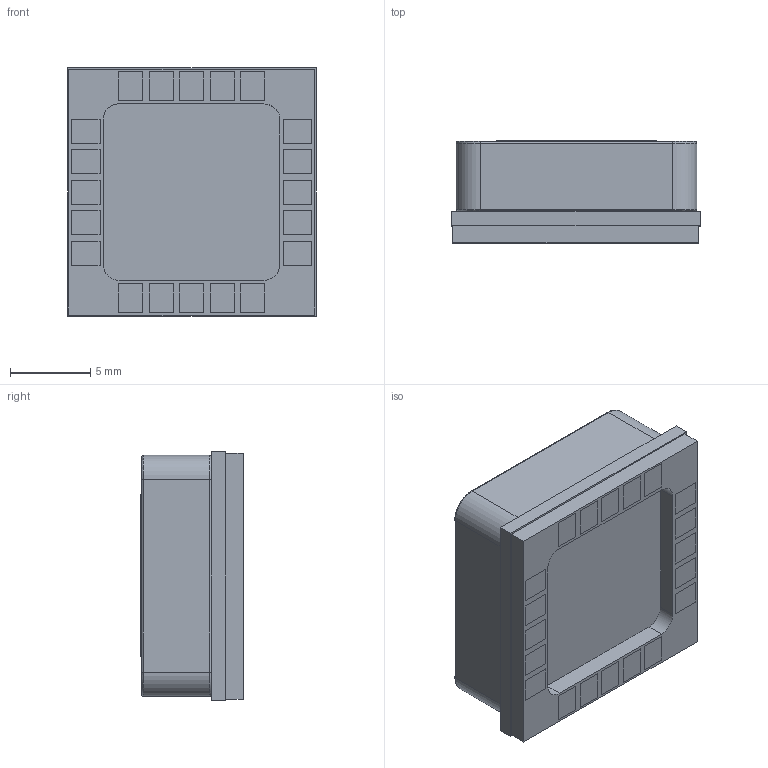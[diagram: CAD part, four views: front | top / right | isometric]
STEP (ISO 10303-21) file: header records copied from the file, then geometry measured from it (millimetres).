
FILE_DESCRIPTION (( 'STEP AP214' ), '1' );
FILE_NAME ('UBLOX_SAM_Fixed.STEP', '2022-05-17T13:11:33', ( '' ), ( '' ), 'SwSTEP 2.0', 'SolidWorks 2020', '' );
FILE_SCHEMA (( 'AUTOMOTIVE_DESIGN' ));
Length unit declared in the file: millimetre
Products named in the file (6): Sam cavity.STEP.step; SAM PCB.STEP.step; UBLOX_SAM_Fixed; SAM ANT.STEP.step; UBLOX_SAM.step; SAM_AP214.STEP.step
Assembly tree (5 placements, depth 4):
  UBLOX_SAM_Fixed
    UBLOX_SAM.step
      SAM_AP214.STEP.step
        Sam cavity.STEP.step
        SAM PCB.STEP.step
        SAM ANT.STEP.step
Bounding box: 15.5 x 6.38 x 15.5 mm (x, y, z)
Volume: 1309.9 mm3; surface area: 1569.6 mm2
Topology: 3 solids, 3 shells, 101 faces, 304 edges, 252 vertices
Faces by surface type: plane 72, cylinder 23, bspline 6
Entity records: 4498 total; most frequent: CARTESIAN_POINT 1405, ORIENTED_EDGE 608, DIRECTION 354, EDGE_CURVE 304, VERTEX_POINT 252, B_SPLINE_CURVE_WITH_KNOTS 179, EDGE_LOOP 146, AXIS2_PLACEMENT_3D 131
